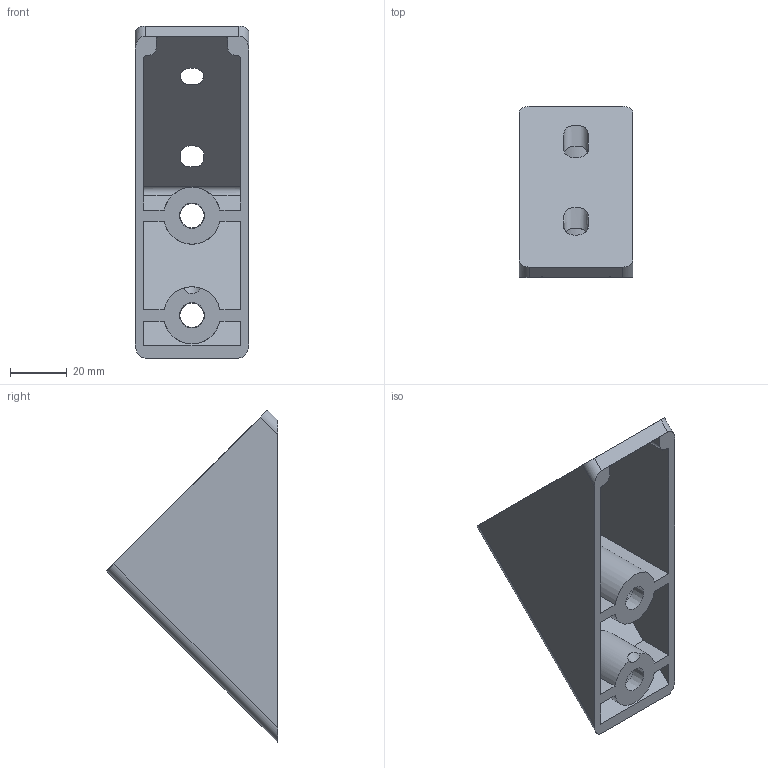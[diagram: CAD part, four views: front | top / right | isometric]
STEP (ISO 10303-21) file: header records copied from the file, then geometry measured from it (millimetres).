
FILE_DESCRIPTION(/* description */ ('STEP AP214'),/* implementation_level */ '2;1');
FILE_NAME(/* name */ '1007765.stp',/* time_stamp */ '2024-04-30T15:55:01+02:00',/* author */ ('b.steehouwer'),/* organization */ ('CADENAS'),/* preprocessor_version */ 'ST-DEVELOPER v18.1',/* originating_system */ 'Autodesk Inventor 2021',/* authorisation */ ' ');
FILE_SCHEMA (('AUTOMOTIVE_DESIGN { 1 0 10303 214 3 1 1 }'));
Length unit declared in the file: millimetre
Products named in the file (1): 1007765
Bounding box: 40 x 60.1 x 116.67 mm (x, y, z)
Volume: 50053.6 mm3; surface area: 32051.9 mm2
Topology: 1 solids, 1 shells, 56 faces, 156 edges, 105 vertices
Faces by surface type: plane 32, cylinder 18, cone 4, bspline 2
Full cylindrical faces by diameter (mm): 8 x2
Entity records: 2506 total; most frequent: CARTESIAN_POINT 971, ORIENTED_EDGE 316, DIRECTION 294, EDGE_CURVE 158, VERTEX_POINT 107, AXIS2_PLACEMENT_3D 100, LINE 94, VECTOR 94
